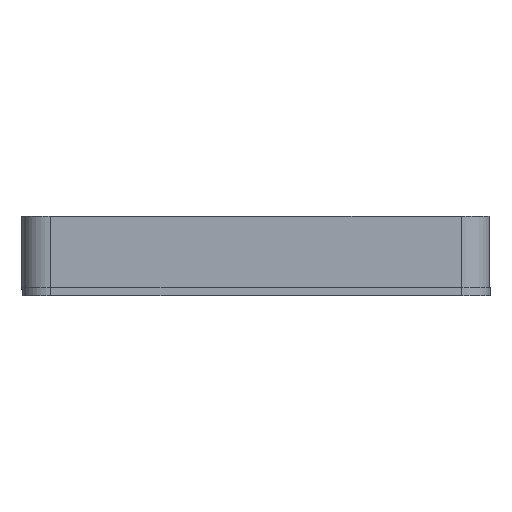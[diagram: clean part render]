
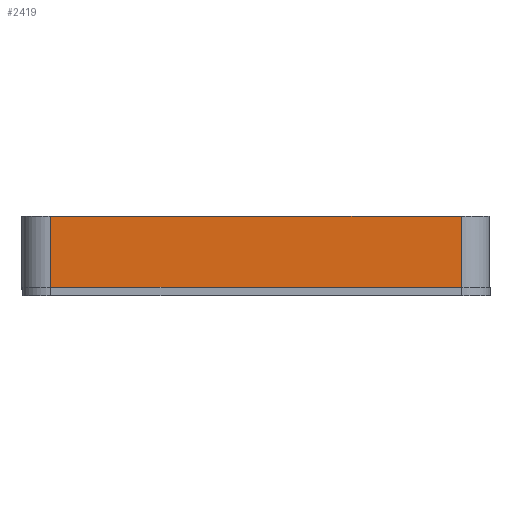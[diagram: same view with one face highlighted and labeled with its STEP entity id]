
A CAD part, left-side view. The second image highlights one B-rep face of the part: STEP entity #2419.
In plain terms, the highlighted planar face has unit normal (-1, 0, 0).
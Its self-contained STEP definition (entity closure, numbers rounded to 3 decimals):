
#171=PLANE('',#2710);
#283=FACE_OUTER_BOUND('',#491,.T.);
#491=EDGE_LOOP('',(#2159,#2160,#2161,#2162));
#664=LINE('',#4009,#854);
#672=LINE('',#4026,#862);
#688=LINE('',#4075,#878);
#689=LINE('',#4078,#879);
#854=VECTOR('',#3320,10.);
#862=VECTOR('',#3332,10.);
#878=VECTOR('',#3376,10.);
#879=VECTOR('',#3381,10.);
#1213=VERTEX_POINT('',#4002);
#1216=VERTEX_POINT('',#4007);
#1223=VERTEX_POINT('',#4025);
#1242=VERTEX_POINT('',#4074);
#1522=EDGE_CURVE('',#1216,#1213,#664,.T.);
#1530=EDGE_CURVE('',#1213,#1223,#672,.T.);
#1555=EDGE_CURVE('',#1223,#1242,#688,.T.);
#1557=EDGE_CURVE('',#1242,#1216,#689,.T.);
#2159=ORIENTED_EDGE('',*,*,#1522,.F.);
#2160=ORIENTED_EDGE('',*,*,#1557,.F.);
#2161=ORIENTED_EDGE('',*,*,#1555,.F.);
#2162=ORIENTED_EDGE('',*,*,#1530,.F.);
#2419=ADVANCED_FACE('',(#283),#171,.T.);
#2710=AXIS2_PLACEMENT_3D('',#4077,#3379,#3380);
#3320=DIRECTION('',(0.,0.,1.));
#3332=DIRECTION('',(0.,-1.,0.));
#3376=DIRECTION('',(0.,0.,-1.));
#3379=DIRECTION('center_axis',(-1.,0.,0.));
#3380=DIRECTION('ref_axis',(0.,-1.,0.));
#3381=DIRECTION('',(0.,1.,0.));
#4002=CARTESIAN_POINT('',(-0.661,41.302,13.));
#4007=CARTESIAN_POINT('',(-0.661,41.302,0.));
#4009=CARTESIAN_POINT('',(-0.661,41.302,0.));
#4025=CARTESIAN_POINT('',(-0.661,-31.198,13.));
#4026=CARTESIAN_POINT('',(-0.661,-36.198,13.));
#4074=CARTESIAN_POINT('',(-0.661,-31.198,0.));
#4075=CARTESIAN_POINT('',(-0.661,-31.198,0.));
#4077=CARTESIAN_POINT('Origin',(-0.661,46.302,0.));
#4078=CARTESIAN_POINT('',(-0.661,-36.198,0.));
